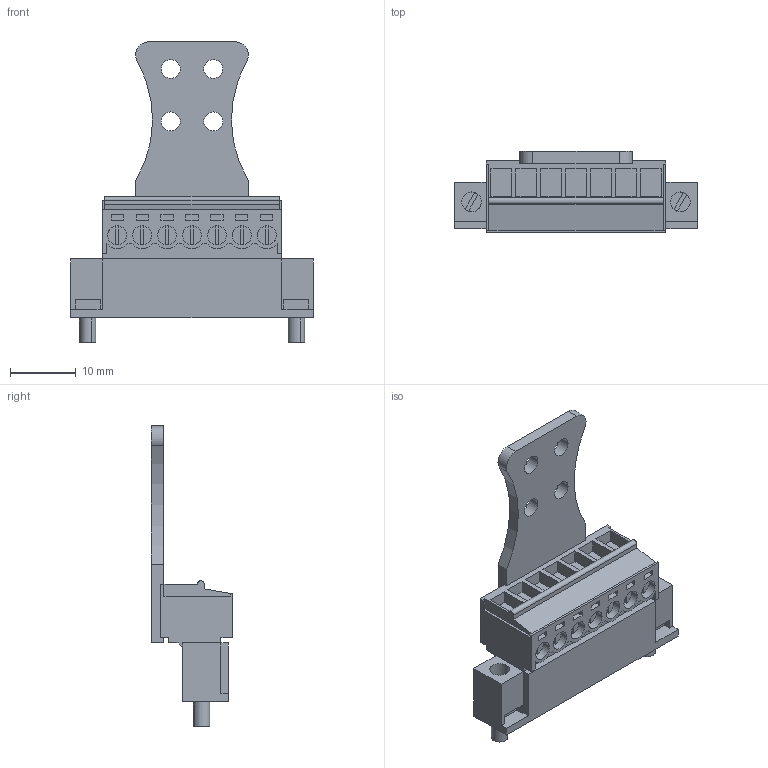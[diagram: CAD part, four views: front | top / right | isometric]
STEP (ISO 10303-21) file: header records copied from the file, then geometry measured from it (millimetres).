
FILE_DESCRIPTION(('CATIA V5 STEP Exchange','CAx-IF Rec.Pracs.--- Model Styling and Organization---1.2---2011-12-15'),'2;1');
FILE_NAME ('D1450111_0', '2018-05-11T14:35:41+00:00', ('none'), ('Weidmueller'), 'CATIA Version 5-6 Release 2014', 'CATIA V5 STEP AP214', 'none');
FILE_SCHEMA(('AUTOMOTIVE_DESIGN { 1 0 10303 214 1 1 1 1 }'));
Length unit declared in the file: millimetre
Products named in the file (1): 1237580000
Bounding box: 37.06 x 12.45 x 45.85 mm (x, y, z)
Volume: 4385.5 mm3; surface area: 6065.7 mm2
Topology: 20 solids, 20 shells, 528 faces, 1359 edges, 908 vertices
Faces by surface type: plane 439, cylinder 89
Entity records: 15242 total; most frequent: CARTESIAN_POINT 2721, ORIENTED_EDGE 2718, DIRECTION 1967, EDGE_CURVE 1359, VECTOR 1103, LINE 1103, VERTEX_POINT 908, EDGE_LOOP 585
